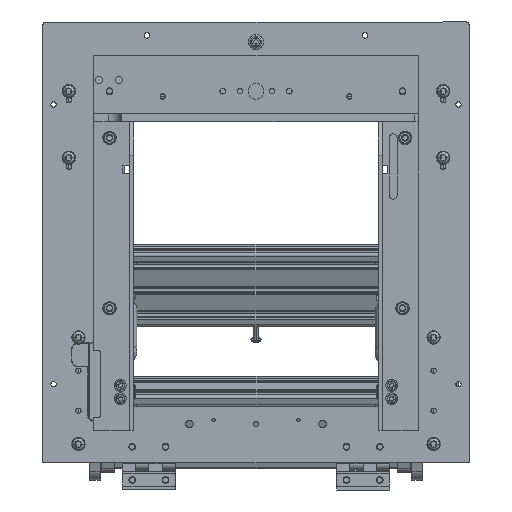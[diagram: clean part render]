
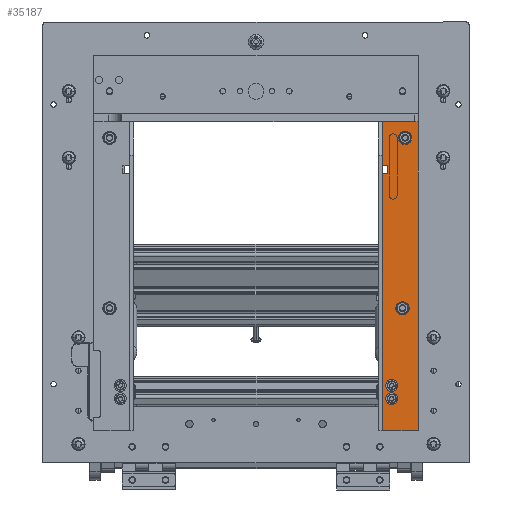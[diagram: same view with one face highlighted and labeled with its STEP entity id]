
A CAD part, front view. The second image highlights one B-rep face of the part: STEP entity #35187.
In plain terms, the highlighted planar face has unit normal (0, -1, 0).
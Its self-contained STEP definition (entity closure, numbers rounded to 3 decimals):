
#310 = DIRECTION ( 'NONE',  ( 0., 0., -1. ) ) ;
#781 = CARTESIAN_POINT ( 'NONE',  ( -20., -3., -104. ) ) ;
#1244 = LINE ( 'NONE', #5127, #30283 ) ;
#1869 = CIRCLE ( 'NONE', #32715, 2.5 ) ;
#1943 = EDGE_LOOP ( 'NONE', ( #3818, #57046 ) ) ;
#2328 = EDGE_CURVE ( 'NONE', #18488, #31013, #26592, .T. ) ;
#2759 = CIRCLE ( 'NONE', #44908, 2.5 ) ;
#2913 = DIRECTION ( 'NONE',  ( 0., 1., 0. ) ) ;
#3818 = ORIENTED_EDGE ( 'NONE', *, *, #10548, .T. ) ;
#3952 = CARTESIAN_POINT ( 'NONE',  ( -10., -3., 89.5 ) ) ;
#4994 = DIRECTION ( 'NONE',  ( 0., 0., 1. ) ) ;
#5127 = CARTESIAN_POINT ( 'NONE',  ( -30., -3., -116. ) ) ;
#5159 = FACE_BOUND ( 'NONE', #19937, .T. ) ;
#5219 = CARTESIAN_POINT ( 'NONE',  ( -30., -3., -83. ) ) ;
#6383 = DIRECTION ( 'NONE',  ( 1., 0., 0. ) ) ;
#6474 = CARTESIAN_POINT ( 'NONE',  ( -18., -3., 24. ) ) ;
#6858 = DIRECTION ( 'NONE',  ( 0., 1., 0. ) ) ;
#7105 = ORIENTED_EDGE ( 'NONE', *, *, #29705, .F. ) ;
#7124 = CARTESIAN_POINT ( 'NONE',  ( -3., -3., -83. ) ) ;
#7395 = ORIENTED_EDGE ( 'NONE', *, *, #40771, .T. ) ;
#8473 = CARTESIAN_POINT ( 'NONE',  ( -7., -3., 116. ) ) ;
#9230 = AXIS2_PLACEMENT_3D ( 'NONE', #59043, #28492, #4994 ) ;
#9470 = VECTOR ( 'NONE', #52554, 1000. ) ;
#9989 = AXIS2_PLACEMENT_3D ( 'NONE', #35088, #30578, #39592 ) ;
#10471 = CIRCLE ( 'NONE', #14618, 2.5 ) ;
#10548 = EDGE_CURVE ( 'NONE', #25789, #29689, #58320, .T. ) ;
#10580 = LINE ( 'NONE', #20240, #34215 ) ;
#10588 = LINE ( 'NONE', #44404, #22255 ) ;
#10669 = DIRECTION ( 'NONE',  ( -1., 0., 0. ) ) ;
#11950 = VERTEX_POINT ( 'NONE', #57727 ) ;
#12026 = VERTEX_POINT ( 'NONE', #23946 ) ;
#12617 = VECTOR ( 'NONE', #28401, 1000. ) ;
#14570 = ORIENTED_EDGE ( 'NONE', *, *, #26664, .T. ) ;
#14618 = AXIS2_PLACEMENT_3D ( 'NONE', #16342, #45625, #25688 ) ;
#15321 = CARTESIAN_POINT ( 'NONE',  ( -3., -3., 116. ) ) ;
#15442 = FACE_OUTER_BOUND ( 'NONE', #33614, .T. ) ;
#16342 = CARTESIAN_POINT ( 'NONE',  ( -20., -3., -104. ) ) ;
#17410 = ORIENTED_EDGE ( 'NONE', *, *, #28388, .T. ) ;
#17481 = DIRECTION ( 'NONE',  ( 0., 0., 1. ) ) ;
#18336 = LINE ( 'NONE', #51789, #40486 ) ;
#18488 = VERTEX_POINT ( 'NONE', #35958 ) ;
#19128 = LINE ( 'NONE', #29105, #44086 ) ;
#19586 = EDGE_CURVE ( 'NONE', #56251, #22123, #29701, .T. ) ;
#19733 = EDGE_CURVE ( 'NONE', #12026, #46315, #1869, .T. ) ;
#19937 = EDGE_LOOP ( 'NONE', ( #60544, #55558 ) ) ;
#20240 = CARTESIAN_POINT ( 'NONE',  ( -30., -3., 116. ) ) ;
#20418 = ORIENTED_EDGE ( 'NONE', *, *, #19733, .T. ) ;
#20910 = FACE_BOUND ( 'NONE', #36912, .T. ) ;
#21045 = DIRECTION ( 'NONE',  ( 0., 1., 0. ) ) ;
#21687 = DIRECTION ( 'NONE',  ( 0., 0., 1. ) ) ;
#21937 = EDGE_CURVE ( 'NONE', #29689, #25789, #59381, .T. ) ;
#22123 = VERTEX_POINT ( 'NONE', #58033 ) ;
#22255 = VECTOR ( 'NONE', #310, 1000. ) ;
#22589 = CIRCLE ( 'NONE', #9230, 2.5 ) ;
#23946 = CARTESIAN_POINT ( 'NONE',  ( -18., -3., 21.5 ) ) ;
#24592 = DIRECTION ( 'NONE',  ( 1., 0., 0. ) ) ;
#24608 = CARTESIAN_POINT ( 'NONE',  ( -18., -3., 26.5 ) ) ;
#24756 = DIRECTION ( 'NONE',  ( 1., 0., 0. ) ) ;
#25612 = EDGE_CURVE ( 'NONE', #37496, #59853, #10471, .T. ) ;
#25688 = DIRECTION ( 'NONE',  ( 0., 0., 1. ) ) ;
#25789 = VERTEX_POINT ( 'NONE', #55887 ) ;
#26106 = DIRECTION ( 'NONE',  ( 0., 1., 0. ) ) ;
#26528 = ORIENTED_EDGE ( 'NONE', *, *, #58913, .T. ) ;
#26592 = CIRCLE ( 'NONE', #51249, 2.5 ) ;
#26664 = EDGE_CURVE ( 'NONE', #11950, #29051, #18336, .T. ) ;
#26746 = DIRECTION ( 'NONE',  ( 0., 0., 1. ) ) ;
#27020 = DIRECTION ( 'NONE',  ( 0., 0., -1. ) ) ;
#27153 = CARTESIAN_POINT ( 'NONE',  ( -10., -3., 92. ) ) ;
#27651 = VERTEX_POINT ( 'NONE', #15321 ) ;
#28388 = EDGE_CURVE ( 'NONE', #29051, #42561, #1244, .T. ) ;
#28401 = DIRECTION ( 'NONE',  ( 0., 0., -1. ) ) ;
#28492 = DIRECTION ( 'NONE',  ( 0., 1., 0. ) ) ;
#28868 = ORIENTED_EDGE ( 'NONE', *, *, #37289, .T. ) ;
#29051 = VERTEX_POINT ( 'NONE', #55836 ) ;
#29105 = CARTESIAN_POINT ( 'NONE',  ( -30., -3., -77. ) ) ;
#29689 = VERTEX_POINT ( 'NONE', #3952 ) ;
#29701 = LINE ( 'NONE', #5219, #56393 ) ;
#29705 = EDGE_CURVE ( 'NONE', #56251, #42561, #33245, .T. ) ;
#30283 = VECTOR ( 'NONE', #24756, 1000. ) ;
#30578 = DIRECTION ( 'NONE',  ( 0., 1., 0. ) ) ;
#30592 = AXIS2_PLACEMENT_3D ( 'NONE', #27153, #62563, #47745 ) ;
#30783 = ORIENTED_EDGE ( 'NONE', *, *, #2328, .T. ) ;
#31013 = VERTEX_POINT ( 'NONE', #31668 ) ;
#31668 = CARTESIAN_POINT ( 'NONE',  ( -10., -3., 79.5 ) ) ;
#32452 = CARTESIAN_POINT ( 'NONE',  ( -3., -3., -116. ) ) ;
#32715 = AXIS2_PLACEMENT_3D ( 'NONE', #6474, #26106, #45746 ) ;
#32928 = CARTESIAN_POINT ( 'NONE',  ( -3., -3., 116. ) ) ;
#32954 = LINE ( 'NONE', #8473, #9470 ) ;
#32955 = CARTESIAN_POINT ( 'NONE',  ( -10., -3., 92. ) ) ;
#33245 = LINE ( 'NONE', #32928, #12617 ) ;
#33614 = EDGE_LOOP ( 'NONE', ( #7395, #26528, #63586, #54319, #14570, #17410, #7105, #53599 ) ) ;
#34215 = VECTOR ( 'NONE', #6383, 1000. ) ;
#35088 = CARTESIAN_POINT ( 'NONE',  ( -30., -3., 116. ) ) ;
#35187 = ADVANCED_FACE ( 'NONE', ( #49552, #44739, #5159, #20910, #15442 ), #50506, .F. ) ;
#35898 = VERTEX_POINT ( 'NONE', #39678 ) ;
#35958 = CARTESIAN_POINT ( 'NONE',  ( -10., -3., 84.5 ) ) ;
#36486 = CARTESIAN_POINT ( 'NONE',  ( -18., -3., 24. ) ) ;
#36826 = DIRECTION ( 'NONE',  ( 0., 1., 0. ) ) ;
#36912 = EDGE_LOOP ( 'NONE', ( #28868, #20418 ) ) ;
#37222 = ORIENTED_EDGE ( 'NONE', *, *, #39079, .T. ) ;
#37289 = EDGE_CURVE ( 'NONE', #46315, #12026, #53431, .T. ) ;
#37496 = VERTEX_POINT ( 'NONE', #58003 ) ;
#39079 = EDGE_CURVE ( 'NONE', #31013, #18488, #22589, .T. ) ;
#39592 = DIRECTION ( 'NONE',  ( 0., 0., 1. ) ) ;
#39678 = CARTESIAN_POINT ( 'NONE',  ( -7., -3., -77. ) ) ;
#40155 = EDGE_LOOP ( 'NONE', ( #30783, #37222 ) ) ;
#40253 = VERTEX_POINT ( 'NONE', #52322 ) ;
#40486 = VECTOR ( 'NONE', #27020, 1000. ) ;
#40771 = EDGE_CURVE ( 'NONE', #22123, #35898, #32954, .T. ) ;
#41337 = DIRECTION ( 'NONE',  ( 0., 0., 1. ) ) ;
#42561 = VERTEX_POINT ( 'NONE', #32452 ) ;
#43150 = AXIS2_PLACEMENT_3D ( 'NONE', #36486, #21045, #17481 ) ;
#44086 = VECTOR ( 'NONE', #24592, 1000. ) ;
#44404 = CARTESIAN_POINT ( 'NONE',  ( -3., -3., 116. ) ) ;
#44739 = FACE_BOUND ( 'NONE', #1943, .T. ) ;
#44908 = AXIS2_PLACEMENT_3D ( 'NONE', #781, #6858, #21687 ) ;
#45625 = DIRECTION ( 'NONE',  ( 0., 1., 0. ) ) ;
#45746 = DIRECTION ( 'NONE',  ( 0., 0., 1. ) ) ;
#46315 = VERTEX_POINT ( 'NONE', #24608 ) ;
#47208 = EDGE_CURVE ( 'NONE', #27651, #40253, #10588, .T. ) ;
#47745 = DIRECTION ( 'NONE',  ( 0., 0., 1. ) ) ;
#49552 = FACE_BOUND ( 'NONE', #40155, .T. ) ;
#49742 = CARTESIAN_POINT ( 'NONE',  ( -20., -3., -106.5 ) ) ;
#50506 = PLANE ( 'NONE',  #9989 ) ;
#51249 = AXIS2_PLACEMENT_3D ( 'NONE', #56650, #2913, #26746 ) ;
#51789 = CARTESIAN_POINT ( 'NONE',  ( -30., -3., 116. ) ) ;
#52156 = AXIS2_PLACEMENT_3D ( 'NONE', #32955, #36826, #41337 ) ;
#52322 = CARTESIAN_POINT ( 'NONE',  ( -3., -3., -77. ) ) ;
#52554 = DIRECTION ( 'NONE',  ( 0., 0., 1. ) ) ;
#53431 = CIRCLE ( 'NONE', #43150, 2.5 ) ;
#53599 = ORIENTED_EDGE ( 'NONE', *, *, #19586, .T. ) ;
#54319 = ORIENTED_EDGE ( 'NONE', *, *, #62817, .F. ) ;
#55558 = ORIENTED_EDGE ( 'NONE', *, *, #55681, .T. ) ;
#55681 = EDGE_CURVE ( 'NONE', #59853, #37496, #2759, .T. ) ;
#55836 = CARTESIAN_POINT ( 'NONE',  ( -30., -3., -116. ) ) ;
#55887 = CARTESIAN_POINT ( 'NONE',  ( -10., -3., 94.5 ) ) ;
#56251 = VERTEX_POINT ( 'NONE', #7124 ) ;
#56393 = VECTOR ( 'NONE', #10669, 1000. ) ;
#56650 = CARTESIAN_POINT ( 'NONE',  ( -10., -3., 82. ) ) ;
#57046 = ORIENTED_EDGE ( 'NONE', *, *, #21937, .T. ) ;
#57727 = CARTESIAN_POINT ( 'NONE',  ( -30., -3., 116. ) ) ;
#58003 = CARTESIAN_POINT ( 'NONE',  ( -20., -3., -101.5 ) ) ;
#58033 = CARTESIAN_POINT ( 'NONE',  ( -7., -3., -83. ) ) ;
#58320 = CIRCLE ( 'NONE', #30592, 2.5 ) ;
#58913 = EDGE_CURVE ( 'NONE', #35898, #40253, #19128, .T. ) ;
#59043 = CARTESIAN_POINT ( 'NONE',  ( -10., -3., 82. ) ) ;
#59381 = CIRCLE ( 'NONE', #52156, 2.5 ) ;
#59853 = VERTEX_POINT ( 'NONE', #49742 ) ;
#60544 = ORIENTED_EDGE ( 'NONE', *, *, #25612, .T. ) ;
#62563 = DIRECTION ( 'NONE',  ( 0., 1., 0. ) ) ;
#62817 = EDGE_CURVE ( 'NONE', #11950, #27651, #10580, .T. ) ;
#63586 = ORIENTED_EDGE ( 'NONE', *, *, #47208, .F. ) ;
